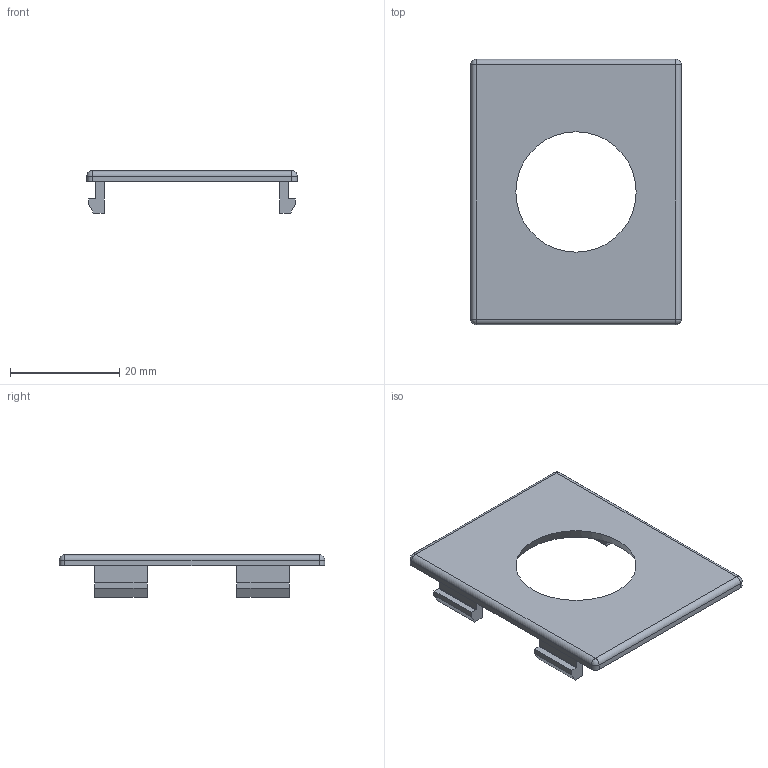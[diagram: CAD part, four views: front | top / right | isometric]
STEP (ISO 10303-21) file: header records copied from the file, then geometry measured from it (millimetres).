
FILE_DESCRIPTION(('FreeCAD Model'),'2;1');
FILE_NAME('Open CASCADE Shape Model','2025-01-23T20:32:18',('Author'),( ''),'Open CASCADE STEP processor 7.8','FreeCAD','Unknown');
FILE_SCHEMA(('AUTOMOTIVE_DESIGN { 1 0 10303 214 1 1 1 1 }'));
Length unit declared in the file: millimetre
Products named in the file (1): Fillet002
Bounding box: 38.5 x 48.5 x 7.75 mm (x, y, z)
Volume: 3319.3 mm3; surface area: 3951.5 mm2
Topology: 1 solids, 1 shells, 55 faces, 139 edges, 86 vertices
Faces by surface type: plane 42, cylinder 8, sphere 4, cone 1
Entity records: 1616 total; most frequent: CARTESIAN_POINT 278, ORIENTED_EDGE 270, DIRECTION 264, EDGE_CURVE 135, LINE 116, VECTOR 116, VERTEX_POINT 86, AXIS2_PLACEMENT_3D 74
